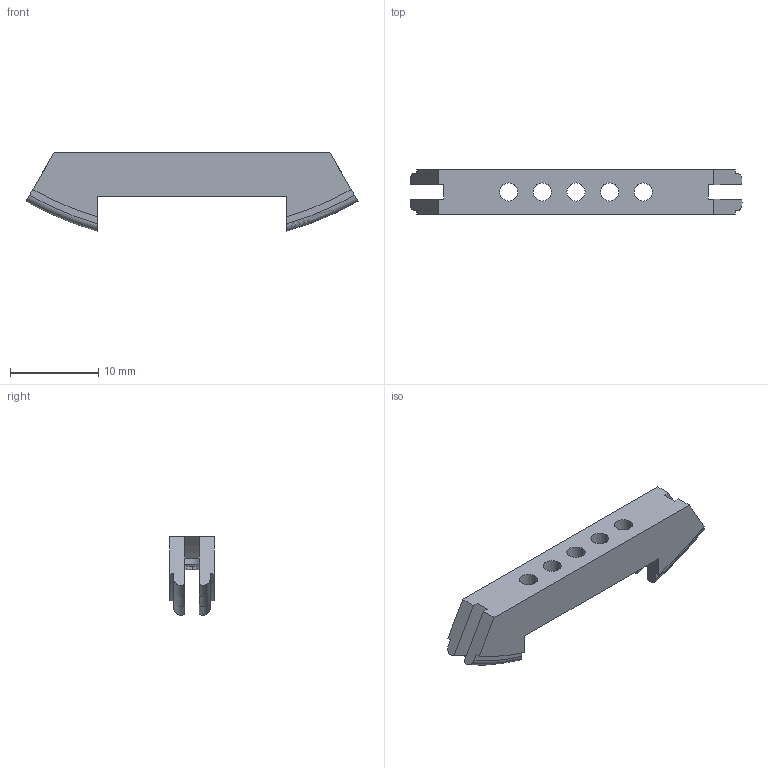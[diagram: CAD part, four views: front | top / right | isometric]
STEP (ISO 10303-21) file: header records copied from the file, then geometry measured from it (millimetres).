
FILE_DESCRIPTION (( 'STEP AP214' ), '1' );
FILE_NAME ('CF63¼Ð³ÖÆ÷-01.STEP', '2023-11-09T01:09:21', ( '' ), ( '' ), 'SwSTEP 2.0', 'SolidWorks 2020', '' );
FILE_SCHEMA (( 'AUTOMOTIVE_DESIGN' ));
Length unit declared in the file: millimetre
Products named in the file (1): CF63標厥ん-01
Bounding box: 37.53 x 5 x 8.88 mm (x, y, z)
Volume: 711.9 mm3; surface area: 1158.2 mm2
Topology: 1 solids, 1 shells, 71 faces, 207 edges, 138 vertices
Faces by surface type: plane 34, cylinder 33, torus 4
Entity records: 2687 total; most frequent: CARTESIAN_POINT 566, ORIENTED_EDGE 414, DIRECTION 399, EDGE_CURVE 207, AXIS2_PLACEMENT_3D 147, VERTEX_POINT 138, VECTOR 105, LINE 105
